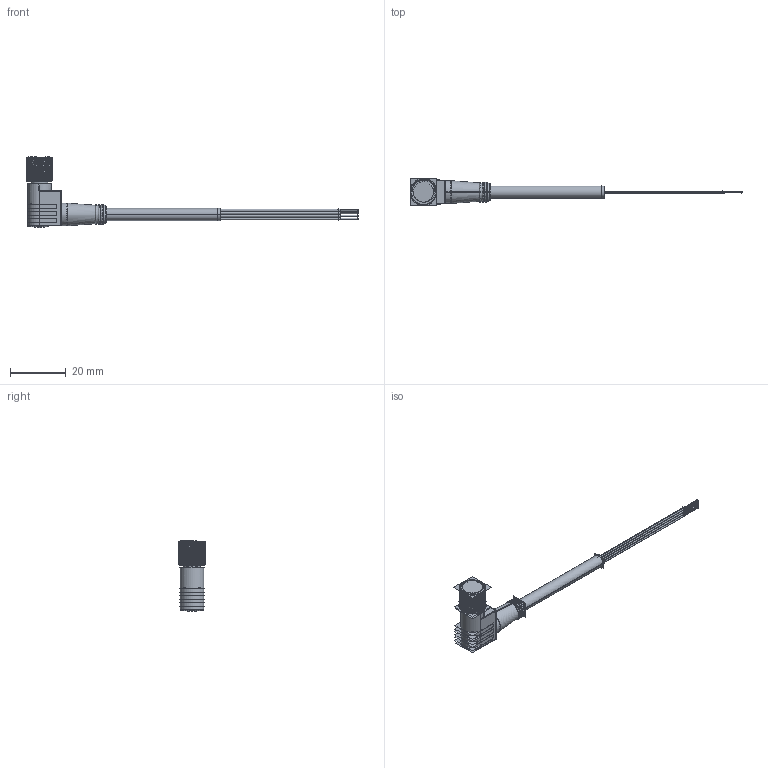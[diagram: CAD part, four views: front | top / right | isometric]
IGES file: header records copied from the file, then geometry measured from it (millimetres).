
Start section:  PTC IGES file: 217960.igs
Global section: file name: 217960.igs; native system: Creo Parametric by PTC Inc.; preprocessor: 2019292; author: PDMAdmin; organization: Unknown; date: 20200604.145620; units: millimetre
Bounding box: 118.71 x 9.64 x 25.4 mm (x, y, z)
Volume: 3199 mm3; surface area: 131836.9 mm2
Topology: 9 solids, 9 shells, 5580 faces, 24786 edges, 29473 vertices
Faces by surface type: bspline 4316, revolution 1264
